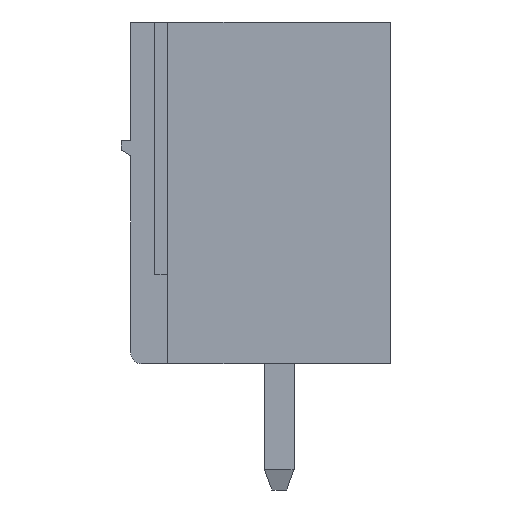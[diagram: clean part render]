
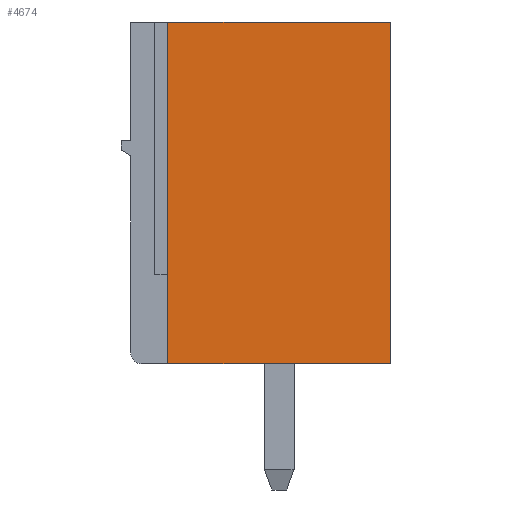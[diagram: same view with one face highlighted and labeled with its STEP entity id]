
A CAD part, left-side view. The second image highlights one B-rep face of the part: STEP entity #4674.
In plain terms, the highlighted planar face has unit normal (-1, 0, 0).
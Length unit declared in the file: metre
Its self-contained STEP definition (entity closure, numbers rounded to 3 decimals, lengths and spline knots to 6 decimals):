
#4674=ADVANCED_FACE('',(#9530),#9531,.F.);
#9530=FACE_OUTER_BOUND('',#14412,.T.);
#9531=PLANE('',#14413);
#14412=EDGE_LOOP('',(#28432,#28433,#28434,#28435));
#14413=AXIS2_PLACEMENT_3D('',#28436,#28437,#28438);
#28432=ORIENTED_EDGE('',*,*,#29293,.F.);
#28433=ORIENTED_EDGE('',*,*,#28796,.F.);
#28434=ORIENTED_EDGE('',*,*,#34207,.T.);
#28435=ORIENTED_EDGE('',*,*,#29527,.T.);
#28436=CARTESIAN_POINT('',(-1.091827,0.00386,0.000933));
#28437=DIRECTION('',(1.0,0.,0.));
#28438=DIRECTION('',(0.0,0.,1.0));
#28796=EDGE_CURVE('',#34369,#34364,#34371,.T.);
#29293=EDGE_CURVE('',#34364,#35363,#35364,.T.);
#29527=EDGE_CURVE('',#35787,#35363,#35788,.T.);
#34207=EDGE_CURVE('',#34369,#35787,#42277,.T.);
#34364=VERTEX_POINT('',#42476);
#34369=VERTEX_POINT('',#42484);
#34371=LINE('',#42487,#42488);
#35363=VERTEX_POINT('',#43905);
#35364=LINE('',#43906,#43907);
#35787=VERTEX_POINT('',#44551);
#35788=LINE('',#44552,#44553);
#42277=LINE('',#54112,#54113);
#42476=CARTESIAN_POINT('',(-1.091827,0.00386,0.000933));
#42484=CARTESIAN_POINT('',(-1.091827,0.00986,0.000933));
#42487=CARTESIAN_POINT('',(-1.091827,0.00386,0.000933));
#42488=VECTOR('',#54274,1.0);
#43905=CARTESIAN_POINT('',(-1.091827,0.00386,-0.008267));
#43906=CARTESIAN_POINT('',(-1.091827,0.00386,0.000933));
#43907=VECTOR('',#54910,1.0);
#44551=CARTESIAN_POINT('',(-1.091827,0.00986,-0.008267));
#44552=CARTESIAN_POINT('',(-1.091827,0.00386,-0.008267));
#44553=VECTOR('',#55165,1.0);
#54112=CARTESIAN_POINT('',(-1.091827,0.00986,0.000933));
#54113=VECTOR('',#58614,1.0);
#54274=DIRECTION('',(0.,-1.0,0.));
#54910=DIRECTION('',(0.,0.,-1.0));
#55165=DIRECTION('',(0.,-1.0,0.));
#58614=DIRECTION('',(0.,0.,-1.0));
